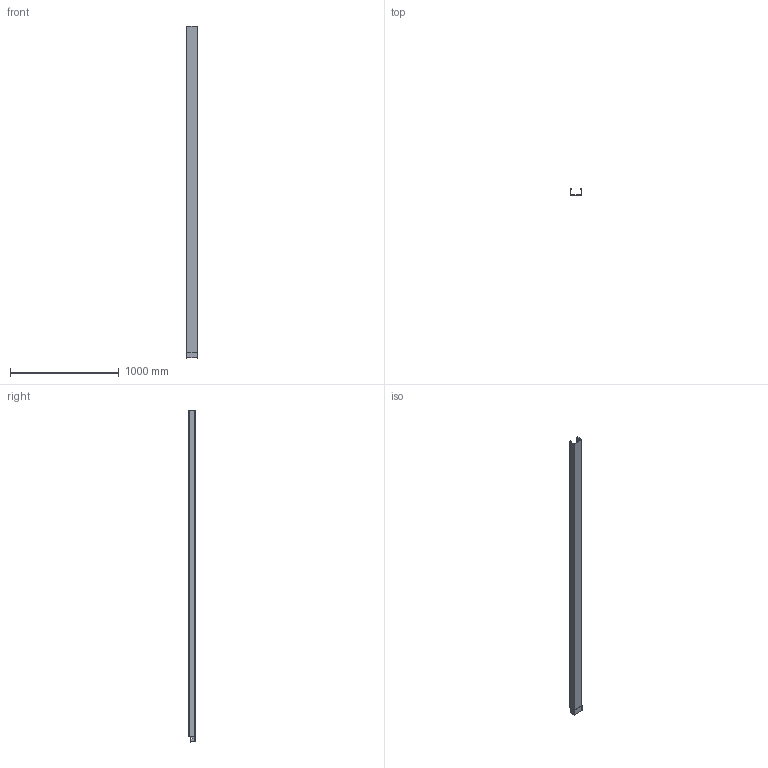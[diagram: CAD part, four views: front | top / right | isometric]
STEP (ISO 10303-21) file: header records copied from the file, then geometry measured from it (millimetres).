
FILE_DESCRIPTION (( 'STEP AP214' ), '1' );
FILE_NAME ('6047613.stp', '2016-09-30T06:12:35', ( '' ), ( '' ), 'SwSTEP 2.0', 'SolidWorks 2016', '' );
FILE_SCHEMA (( 'AUTOMOTIVE_DESIGN' ));
Length unit declared in the file: millimetre
Products named in the file (1): 6047613
Bounding box: 103 x 60.94 x 3050.1 mm (x, y, z)
Volume: 537334.8 mm3; surface area: 1497404.8 mm2
Topology: 1 solids, 1 shells, 99 faces, 229 edges, 132 vertices
Faces by surface type: plane 47, cylinder 28, torus 12, cone 8, sphere 4
Entity records: 2781 total; most frequent: DIRECTION 505, CARTESIAN_POINT 473, ORIENTED_EDGE 458, EDGE_CURVE 229, AXIS2_PLACEMENT_3D 180, VECTOR 145, LINE 145, VERTEX_POINT 132
